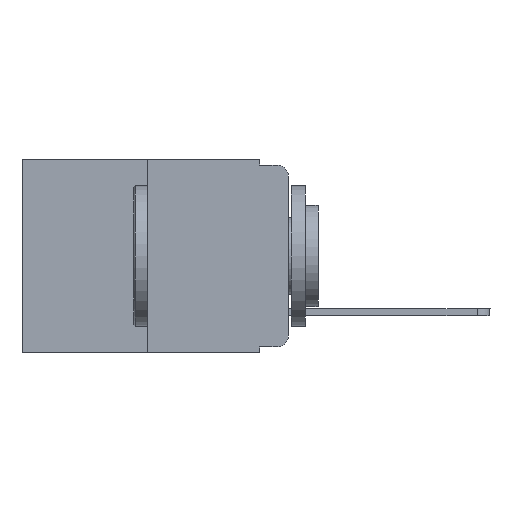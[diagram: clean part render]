
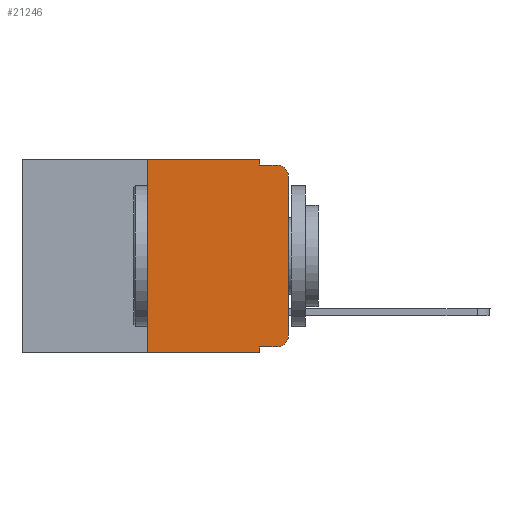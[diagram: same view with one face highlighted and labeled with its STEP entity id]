
A CAD part, left-side view. The second image highlights one B-rep face of the part: STEP entity #21246.
In plain terms, the highlighted planar face has unit normal (-1, 0, 0).
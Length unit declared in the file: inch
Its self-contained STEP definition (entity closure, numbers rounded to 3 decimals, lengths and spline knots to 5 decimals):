
#495 = DIRECTION ( 'NONE',  ( 0., -1., 0. ) ) ;
#556 = EDGE_LOOP ( 'NONE', ( #2368, #1591, #7583, #18818, #7993, #6510, #4005, #6380, #10222, #17271 ) ) ;
#836 = CARTESIAN_POINT ( 'NONE',  ( 0., 0.051, 0. ) ) ;
#1591 = ORIENTED_EDGE ( 'NONE', *, *, #5491, .T. ) ;
#1781 = CARTESIAN_POINT ( 'NONE',  ( 0., 0.02, -0.01 ) ) ;
#2368 = ORIENTED_EDGE ( 'NONE', *, *, #18282, .T. ) ;
#2373 = CARTESIAN_POINT ( 'NONE',  ( 0., 0.02, -0.03 ) ) ;
#2522 = DIRECTION ( 'NONE',  ( 0., 0., -1. ) ) ;
#2575 = AXIS2_PLACEMENT_3D ( 'NONE', #17939, #16313, #9585 ) ;
#2708 = VERTEX_POINT ( 'NONE', #16357 ) ;
#3472 = LINE ( 'NONE', #12424, #17890 ) ;
#3972 = CARTESIAN_POINT ( 'NONE',  ( 0., 0.473, -0.343 ) ) ;
#4005 = ORIENTED_EDGE ( 'NONE', *, *, #20410, .T. ) ;
#4026 = DIRECTION ( 'NONE',  ( -1., 0., 0. ) ) ;
#5262 = CIRCLE ( 'NONE', #14420, 0.02 ) ;
#5491 = EDGE_CURVE ( 'NONE', #9562, #15682, #5262, .T. ) ;
#5624 = EDGE_CURVE ( 'NONE', #2708, #15488, #20754, .T. ) ;
#6083 = CARTESIAN_POINT ( 'NONE',  ( 0., 0.051, 0. ) ) ;
#6380 = ORIENTED_EDGE ( 'NONE', *, *, #19269, .F. ) ;
#6510 = ORIENTED_EDGE ( 'NONE', *, *, #15988, .F. ) ;
#6542 = LINE ( 'NONE', #7200, #14401 ) ;
#6600 = CARTESIAN_POINT ( 'NONE',  ( 0., 0.02, -0.313 ) ) ;
#6949 = FACE_OUTER_BOUND ( 'NONE', #556, .T. ) ;
#6987 = VERTEX_POINT ( 'NONE', #7125 ) ;
#7125 = CARTESIAN_POINT ( 'NONE',  ( 0., 0.051, -0.01 ) ) ;
#7200 = CARTESIAN_POINT ( 'NONE',  ( 0., 0.051, -0.01 ) ) ;
#7387 = VECTOR ( 'NONE', #9383, 39.37008 ) ;
#7499 = VECTOR ( 'NONE', #495, 39.37008 ) ;
#7583 = ORIENTED_EDGE ( 'NONE', *, *, #18089, .F. ) ;
#7993 = ORIENTED_EDGE ( 'NONE', *, *, #16924, .F. ) ;
#8336 = VECTOR ( 'NONE', #2522, 39.37008 ) ;
#8352 = CIRCLE ( 'NONE', #17199, 0.02 ) ;
#8825 = DIRECTION ( 'NONE',  ( 0., -1., 0. ) ) ;
#9025 = CARTESIAN_POINT ( 'NONE',  ( 0., 0.473, 0. ) ) ;
#9266 = DIRECTION ( 'NONE',  ( 0., -1., 0. ) ) ;
#9383 = DIRECTION ( 'NONE',  ( 0., -1., 0. ) ) ;
#9562 = VERTEX_POINT ( 'NONE', #17136 ) ;
#9585 = DIRECTION ( 'NONE',  ( 0., 0., -1. ) ) ;
#9606 = LINE ( 'NONE', #9025, #7499 ) ;
#10222 = ORIENTED_EDGE ( 'NONE', *, *, #5624, .T. ) ;
#10719 = VERTEX_POINT ( 'NONE', #20200 ) ;
#10853 = DIRECTION ( 'NONE',  ( 0., 0., 1. ) ) ;
#11360 = VECTOR ( 'NONE', #11451, 39.37008 ) ;
#11451 = DIRECTION ( 'NONE',  ( 0., 0., 1. ) ) ;
#11635 = EDGE_CURVE ( 'NONE', #18378, #6987, #3472, .T. ) ;
#11949 = VECTOR ( 'NONE', #9266, 39.37008 ) ;
#12026 = VECTOR ( 'NONE', #10853, 39.37008 ) ;
#12233 = CARTESIAN_POINT ( 'NONE',  ( 0., 0., 0. ) ) ;
#12424 = CARTESIAN_POINT ( 'NONE',  ( 0., 0.051, 0. ) ) ;
#12786 = PLANE ( 'NONE',  #2575 ) ;
#13316 = CARTESIAN_POINT ( 'NONE',  ( 0., 0.051, -0.343 ) ) ;
#13586 = EDGE_CURVE ( 'NONE', #15488, #10719, #8352, .T. ) ;
#13969 = VERTEX_POINT ( 'NONE', #19181 ) ;
#14401 = VECTOR ( 'NONE', #8825, 39.37008 ) ;
#14420 = AXIS2_PLACEMENT_3D ( 'NONE', #2373, #4026, #15759 ) ;
#15488 = VERTEX_POINT ( 'NONE', #17672 ) ;
#15682 = VERTEX_POINT ( 'NONE', #1781 ) ;
#15759 = DIRECTION ( 'NONE',  ( 0., 0., -1. ) ) ;
#15980 = DIRECTION ( 'NONE',  ( 0., 0., -1. ) ) ;
#15988 = EDGE_CURVE ( 'NONE', #13969, #21409, #17935, .T. ) ;
#16313 = DIRECTION ( 'NONE',  ( 1., 0., 0. ) ) ;
#16357 = CARTESIAN_POINT ( 'NONE',  ( 0., 0.051, -0.333 ) ) ;
#16706 = LINE ( 'NONE', #3972, #11949 ) ;
#16924 = EDGE_CURVE ( 'NONE', #21409, #18378, #9606, .T. ) ;
#17136 = CARTESIAN_POINT ( 'NONE',  ( 0., 0., -0.03 ) ) ;
#17199 = AXIS2_PLACEMENT_3D ( 'NONE', #6600, #19789, #21439 ) ;
#17268 = LINE ( 'NONE', #836, #8336 ) ;
#17271 = ORIENTED_EDGE ( 'NONE', *, *, #13586, .T. ) ;
#17672 = CARTESIAN_POINT ( 'NONE',  ( 0., 0.02, -0.333 ) ) ;
#17890 = VECTOR ( 'NONE', #15980, 39.37008 ) ;
#17935 = LINE ( 'NONE', #21469, #11360 ) ;
#17939 = CARTESIAN_POINT ( 'NONE',  ( 0., 0.473, 0. ) ) ;
#18089 = EDGE_CURVE ( 'NONE', #6987, #15682, #6542, .T. ) ;
#18282 = EDGE_CURVE ( 'NONE', #10719, #9562, #19645, .T. ) ;
#18378 = VERTEX_POINT ( 'NONE', #6083 ) ;
#18818 = ORIENTED_EDGE ( 'NONE', *, *, #11635, .F. ) ;
#19181 = CARTESIAN_POINT ( 'NONE',  ( 0., 0.25, -0.343 ) ) ;
#19269 = EDGE_CURVE ( 'NONE', #2708, #20728, #17268, .T. ) ;
#19615 = CARTESIAN_POINT ( 'NONE',  ( 0., 0.051, -0.333 ) ) ;
#19645 = LINE ( 'NONE', #12233, #12026 ) ;
#19789 = DIRECTION ( 'NONE',  ( -1., 0., 0. ) ) ;
#19831 = CARTESIAN_POINT ( 'NONE',  ( 0., 0.25, 0. ) ) ;
#20200 = CARTESIAN_POINT ( 'NONE',  ( 0., 0., -0.313 ) ) ;
#20410 = EDGE_CURVE ( 'NONE', #13969, #20728, #16706, .T. ) ;
#20728 = VERTEX_POINT ( 'NONE', #13316 ) ;
#20754 = LINE ( 'NONE', #19615, #7387 ) ;
#21246 = ADVANCED_FACE ( 'NONE', ( #6949 ), #12786, .F. ) ;
#21409 = VERTEX_POINT ( 'NONE', #19831 ) ;
#21439 = DIRECTION ( 'NONE',  ( 0., 0., -1. ) ) ;
#21469 = CARTESIAN_POINT ( 'NONE',  ( 0., 0.25, 0. ) ) ;
